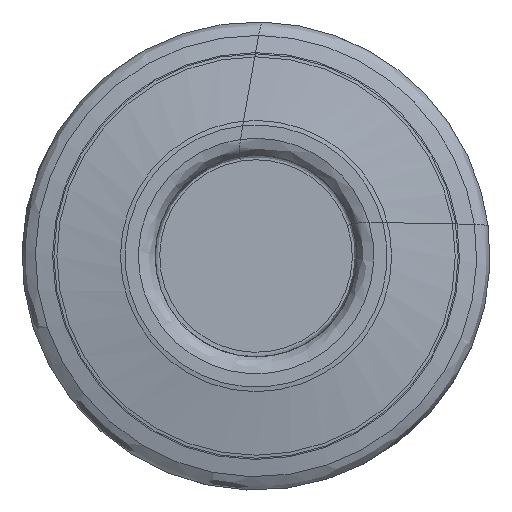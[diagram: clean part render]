
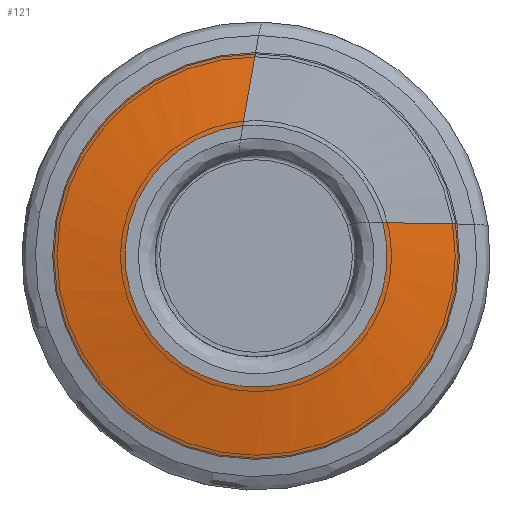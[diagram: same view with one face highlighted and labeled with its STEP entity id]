
A CAD part, left-side view. The second image highlights one B-rep face of the part: STEP entity #121.
In plain terms, the highlighted free-form (B-spline) face has degree [1, 3] with [2, 7] control points.
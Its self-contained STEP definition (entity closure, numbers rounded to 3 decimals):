
#121=ADVANCED_FACE('',(#199),#170,.F.);
#170=(
BOUNDED_SURFACE()
B_SPLINE_SURFACE(1,3,((#1131,#1132,#1133,#1134,#1135,#1136,#1137),(#1138,
#1139,#1140,#1141,#1142,#1143,#1144)),.UNSPECIFIED.,.F.,.F.,.F.)
B_SPLINE_SURFACE_WITH_KNOTS((2,2),(4,3,4),(0.,1.),(0.,0.5,1.),
 .UNSPECIFIED.)
GEOMETRIC_REPRESENTATION_ITEM()
RATIONAL_B_SPLINE_SURFACE(((1.,0.564,0.564,1.,0.564,
0.564,1.),(1.,0.564,0.564,1.,0.564,
0.564,1.)))
REPRESENTATION_ITEM('')
SURFACE()
);
#199=FACE_OUTER_BOUND('',#233,.T.);
#233=EDGE_LOOP('',(#383,#384,#385,#386));
#304=CIRCLE('',#702,5.877);
#305=CIRCLE('',#704,9.123);
#383=ORIENTED_EDGE('',*,*,#585,.F.);
#384=ORIENTED_EDGE('',*,*,#586,.F.);
#385=ORIENTED_EDGE('',*,*,#582,.T.);
#386=ORIENTED_EDGE('',*,*,#587,.F.);
#525=VERTEX_POINT('',#1121);
#526=VERTEX_POINT('',#1122);
#527=VERTEX_POINT('',#1127);
#528=VERTEX_POINT('',#1128);
#582=EDGE_CURVE('',#525,#526,#304,.T.);
#585=EDGE_CURVE('',#527,#528,#305,.T.);
#586=EDGE_CURVE('',#525,#527,#651,.T.);
#587=EDGE_CURVE('',#528,#526,#652,.T.);
#651=LINE('',#1129,#675);
#652=LINE('',#1130,#676);
#675=VECTOR('',#812,1.);
#676=VECTOR('',#813,1.);
#702=AXIS2_PLACEMENT_3D('',#1120,#804,#805);
#704=AXIS2_PLACEMENT_3D('',#1126,#810,#811);
#804=DIRECTION('',(1.,0.,0.));
#805=DIRECTION('',(0.,-0.967,0.255));
#810=DIRECTION('',(1.,0.,0.));
#811=DIRECTION('',(0.,-0.987,0.158));
#812=DIRECTION('',(0.173,-0.985,-0.018));
#813=DIRECTION('',(-0.173,0.171,-0.97));
#1120=CARTESIAN_POINT('',(0.,0.,0.));
#1121=CARTESIAN_POINT('',(0.,-5.682,1.5));
#1122=CARTESIAN_POINT('',(0.,0.6,5.846));
#1126=CARTESIAN_POINT('',(0.583,0.,0.));
#1127=CARTESIAN_POINT('',(0.583,-9.009,1.439));
#1128=CARTESIAN_POINT('',(0.583,0.024,9.123));
#1129=CARTESIAN_POINT('',(0.,-5.682,1.5));
#1130=CARTESIAN_POINT('',(0.,0.6,5.846));
#1131=CARTESIAN_POINT('',(0.,-5.682,1.5));
#1132=CARTESIAN_POINT('',(0.,-7.345,-4.798));
#1133=CARTESIAN_POINT('',(0.,-2.013,-8.539));
#1134=CARTESIAN_POINT('',(0.,3.344,-4.833));
#1135=CARTESIAN_POINT('',(0.,8.7,-1.128));
#1136=CARTESIAN_POINT('',(0.,7.079,5.181));
#1137=CARTESIAN_POINT('',(0.,0.6,5.846));
#1138=CARTESIAN_POINT('',(0.583,-9.009,1.439));
#1139=CARTESIAN_POINT('',(0.583,-10.603,-8.545));
#1140=CARTESIAN_POINT('',(0.583,-1.79,-13.5));
#1141=CARTESIAN_POINT('',(0.583,5.911,-6.948));
#1142=CARTESIAN_POINT('',(0.583,13.612,-0.397));
#1143=CARTESIAN_POINT('',(0.583,10.134,9.097));
#1144=CARTESIAN_POINT('',(0.583,0.024,9.123));
